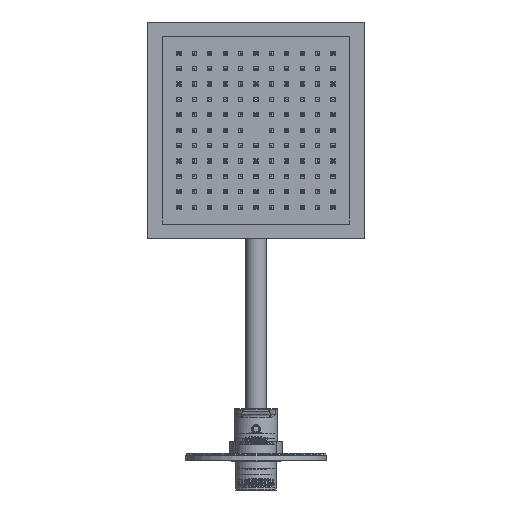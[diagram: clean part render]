
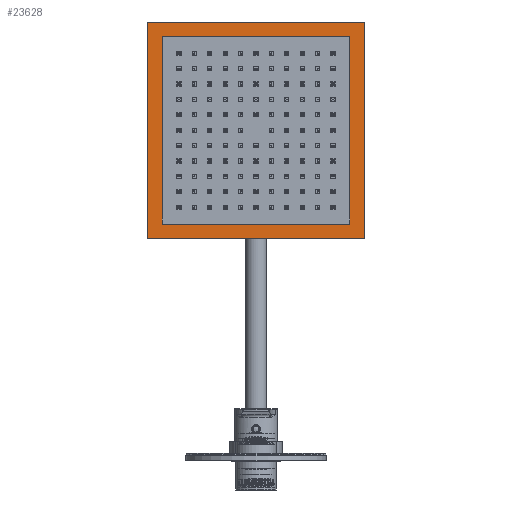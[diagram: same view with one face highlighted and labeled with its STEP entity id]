
A CAD part, front view. The second image highlights one B-rep face of the part: STEP entity #23628.
In plain terms, the highlighted planar face has unit normal (0, -1, 0).
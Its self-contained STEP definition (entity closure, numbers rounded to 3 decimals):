
#395 = DIRECTION ( 'NONE',  ( 0., 0., 1. ) ) ;
#814 = CARTESIAN_POINT ( 'NONE',  ( 112.5, 950.901, 281. ) ) ;
#1368 = CARTESIAN_POINT ( 'NONE',  ( -97.5, 950.901, 296. ) ) ;
#2140 = EDGE_CURVE ( 'NONE', #28737, #23382, #27600, .T. ) ;
#5191 = LINE ( 'NONE', #19786, #27832 ) ;
#5375 = CARTESIAN_POINT ( 'NONE',  ( -112.5, 950.901, 281. ) ) ;
#5521 = DIRECTION ( 'NONE',  ( 0., 0., -1. ) ) ;
#5706 = VERTEX_POINT ( 'NONE', #22017 ) ;
#6125 = CARTESIAN_POINT ( 'NONE',  ( 112.5, 950.901, 281. ) ) ;
#6493 = DIRECTION ( 'NONE',  ( 0., 0., 1. ) ) ;
#7250 = AXIS2_PLACEMENT_3D ( 'NONE', #12228, #31358, #34099 ) ;
#7713 = EDGE_CURVE ( 'NONE', #19174, #13535, #37520, .T. ) ;
#8164 = VECTOR ( 'NONE', #5521, 1000. ) ;
#8648 = EDGE_CURVE ( 'NONE', #13535, #28737, #14637, .T. ) ;
#8850 = EDGE_CURVE ( 'NONE', #27915, #33869, #5191, .T. ) ;
#9481 = EDGE_CURVE ( 'NONE', #23382, #19174, #29732, .T. ) ;
#10129 = EDGE_CURVE ( 'NONE', #35434, #27915, #38368, .T. ) ;
#12228 = CARTESIAN_POINT ( 'NONE',  ( 0., 950.901, 393.5 ) ) ;
#13535 = VERTEX_POINT ( 'NONE', #28921 ) ;
#13617 = ORIENTED_EDGE ( 'NONE', *, *, #9481, .F. ) ;
#14437 = DIRECTION ( 'NONE',  ( 1., 0., 0. ) ) ;
#14637 = LINE ( 'NONE', #26798, #31736 ) ;
#14807 = CARTESIAN_POINT ( 'NONE',  ( -112.5, 950.901, 506. ) ) ;
#16554 = LINE ( 'NONE', #5375, #8164 ) ;
#17171 = CARTESIAN_POINT ( 'NONE',  ( -97.5, 950.901, 296. ) ) ;
#17341 = DIRECTION ( 'NONE',  ( -1., 0., 0. ) ) ;
#18978 = ORIENTED_EDGE ( 'NONE', *, *, #7713, .F. ) ;
#19060 = CARTESIAN_POINT ( 'NONE',  ( -97.5, 950.901, 491. ) ) ;
#19174 = VERTEX_POINT ( 'NONE', #32461 ) ;
#19786 = CARTESIAN_POINT ( 'NONE',  ( -112.5, 950.901, 506. ) ) ;
#20150 = EDGE_LOOP ( 'NONE', ( #18978, #13617, #33860, #33804 ) ) ;
#20880 = ORIENTED_EDGE ( 'NONE', *, *, #8850, .T. ) ;
#21037 = CARTESIAN_POINT ( 'NONE',  ( -112.5, 950.901, 281. ) ) ;
#21596 = EDGE_CURVE ( 'NONE', #33869, #5706, #16554, .T. ) ;
#22017 = CARTESIAN_POINT ( 'NONE',  ( -112.5, 950.901, 281. ) ) ;
#22639 = LINE ( 'NONE', #21037, #35308 ) ;
#23382 = VERTEX_POINT ( 'NONE', #17171 ) ;
#23584 = ORIENTED_EDGE ( 'NONE', *, *, #25906, .T. ) ;
#23628 = ADVANCED_FACE ( 'NONE', ( #36889, #27079 ), #28219, .F. ) ;
#24122 = CARTESIAN_POINT ( 'NONE',  ( 112.5, 950.901, 506. ) ) ;
#24691 = CARTESIAN_POINT ( 'NONE',  ( -97.5, 950.901, 491. ) ) ;
#25906 = EDGE_CURVE ( 'NONE', #5706, #35434, #22639, .T. ) ;
#26074 = DIRECTION ( 'NONE',  ( -1., 0., 0. ) ) ;
#26798 = CARTESIAN_POINT ( 'NONE',  ( -97.5, 950.901, 491. ) ) ;
#27079 = FACE_BOUND ( 'NONE', #20150, .T. ) ;
#27600 = LINE ( 'NONE', #24691, #34443 ) ;
#27832 = VECTOR ( 'NONE', #26074, 1000. ) ;
#27915 = VERTEX_POINT ( 'NONE', #24122 ) ;
#28219 = PLANE ( 'NONE',  #7250 ) ;
#28737 = VERTEX_POINT ( 'NONE', #19060 ) ;
#28921 = CARTESIAN_POINT ( 'NONE',  ( 97.5, 950.901, 491. ) ) ;
#29222 = VECTOR ( 'NONE', #14437, 1000. ) ;
#29653 = VECTOR ( 'NONE', #6493, 1000. ) ;
#29732 = LINE ( 'NONE', #1368, #29222 ) ;
#30844 = DIRECTION ( 'NONE',  ( 0., 0., -1. ) ) ;
#31025 = VECTOR ( 'NONE', #395, 1000. ) ;
#31237 = ORIENTED_EDGE ( 'NONE', *, *, #21596, .T. ) ;
#31358 = DIRECTION ( 'NONE',  ( 0., 1., 0. ) ) ;
#31587 = CARTESIAN_POINT ( 'NONE',  ( 97.5, 950.901, 491. ) ) ;
#31736 = VECTOR ( 'NONE', #17341, 1000. ) ;
#32461 = CARTESIAN_POINT ( 'NONE',  ( 97.5, 950.901, 296. ) ) ;
#33804 = ORIENTED_EDGE ( 'NONE', *, *, #8648, .F. ) ;
#33860 = ORIENTED_EDGE ( 'NONE', *, *, #2140, .F. ) ;
#33869 = VERTEX_POINT ( 'NONE', #14807 ) ;
#34099 = DIRECTION ( 'NONE',  ( -1., 0., 0. ) ) ;
#34443 = VECTOR ( 'NONE', #30844, 1000. ) ;
#35308 = VECTOR ( 'NONE', #39349, 1000. ) ;
#35434 = VERTEX_POINT ( 'NONE', #6125 ) ;
#36889 = FACE_OUTER_BOUND ( 'NONE', #38625, .T. ) ;
#37520 = LINE ( 'NONE', #31587, #29653 ) ;
#38368 = LINE ( 'NONE', #814, #31025 ) ;
#38625 = EDGE_LOOP ( 'NONE', ( #40024, #20880, #31237, #23584 ) ) ;
#39349 = DIRECTION ( 'NONE',  ( 1., 0., 0. ) ) ;
#40024 = ORIENTED_EDGE ( 'NONE', *, *, #10129, .T. ) ;
